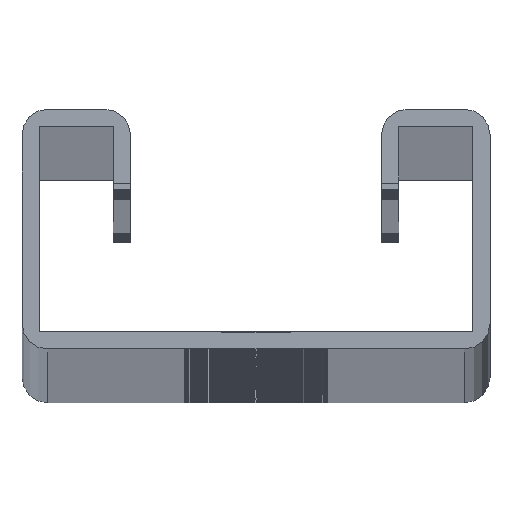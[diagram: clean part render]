
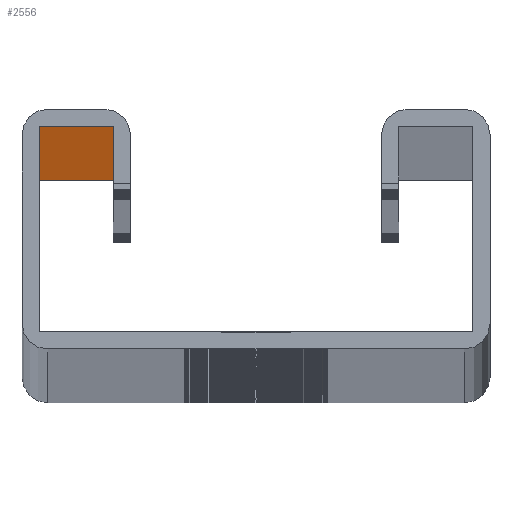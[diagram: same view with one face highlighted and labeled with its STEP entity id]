
A CAD part, top view. The second image highlights one B-rep face of the part: STEP entity #2556.
In plain terms, the highlighted planar face has unit normal (0, -1, 0).
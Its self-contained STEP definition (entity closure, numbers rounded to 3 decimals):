
#888 = CARTESIAN_POINT ( 'NONE',  ( -12.5, 19.5, -2700. ) ) ;
#2556 = ADVANCED_FACE ( 'NONE', ( #10136 ), #43817, .T. ) ;
#3008 = CARTESIAN_POINT ( 'NONE',  ( -19., 19.5, -2700. ) ) ;
#3710 = ORIENTED_EDGE ( 'NONE', *, *, #12992, .T. ) ;
#3850 = CARTESIAN_POINT ( 'NONE',  ( -12.5, 19.5, -1350. ) ) ;
#5195 = ORIENTED_EDGE ( 'NONE', *, *, #52151, .F. ) ;
#5429 = EDGE_LOOP ( 'NONE', ( #41836, #46201, #3710, #5195 ) ) ;
#7130 = VECTOR ( 'NONE', #31450, 1000. ) ;
#10136 = FACE_OUTER_BOUND ( 'NONE', #5429, .T. ) ;
#10639 = DIRECTION ( 'NONE',  ( 0., 0., -1. ) ) ;
#10702 = VERTEX_POINT ( 'NONE', #31892 ) ;
#11272 = DIRECTION ( 'NONE',  ( 1., 0., 0. ) ) ;
#12992 = EDGE_CURVE ( 'NONE', #20769, #35447, #54888, .T. ) ;
#14765 = CARTESIAN_POINT ( 'NONE',  ( -20.5, 19.5, -1350. ) ) ;
#20769 = VERTEX_POINT ( 'NONE', #3008 ) ;
#22345 = EDGE_CURVE ( 'NONE', #10702, #20769, #33353, .T. ) ;
#27282 = DIRECTION ( 'NONE',  ( 0., 0., -1. ) ) ;
#29185 = DIRECTION ( 'NONE',  ( 0., -1., 0. ) ) ;
#30833 = CARTESIAN_POINT ( 'NONE',  ( 0., 19.5, 0. ) ) ;
#31450 = DIRECTION ( 'NONE',  ( 0., 0., -1. ) ) ;
#31892 = CARTESIAN_POINT ( 'NONE',  ( -19., 19.5, 0. ) ) ;
#32493 = AXIS2_PLACEMENT_3D ( 'NONE', #14765, #29185, #10639 ) ;
#33353 = LINE ( 'NONE', #50583, #50348 ) ;
#35447 = VERTEX_POINT ( 'NONE', #888 ) ;
#41711 = VECTOR ( 'NONE', #57560, 1000. ) ;
#41836 = ORIENTED_EDGE ( 'NONE', *, *, #57960, .F. ) ;
#42184 = CARTESIAN_POINT ( 'NONE',  ( -12.5, 19.5, 0. ) ) ;
#43817 = PLANE ( 'NONE',  #32493 ) ;
#46201 = ORIENTED_EDGE ( 'NONE', *, *, #22345, .T. ) ;
#48121 = VERTEX_POINT ( 'NONE', #42184 ) ;
#50348 = VECTOR ( 'NONE', #27282, 1000. ) ;
#50583 = CARTESIAN_POINT ( 'NONE',  ( -19., 19.5, -1350. ) ) ;
#50897 = LINE ( 'NONE', #30833, #60478 ) ;
#52151 = EDGE_CURVE ( 'NONE', #48121, #35447, #53583, .T. ) ;
#53583 = LINE ( 'NONE', #3850, #7130 ) ;
#54888 = LINE ( 'NONE', #56528, #41711 ) ;
#56528 = CARTESIAN_POINT ( 'NONE',  ( -20.5, 19.5, -2700. ) ) ;
#57560 = DIRECTION ( 'NONE',  ( 1., 0., 0. ) ) ;
#57960 = EDGE_CURVE ( 'NONE', #10702, #48121, #50897, .T. ) ;
#60478 = VECTOR ( 'NONE', #11272, 1000. ) ;
